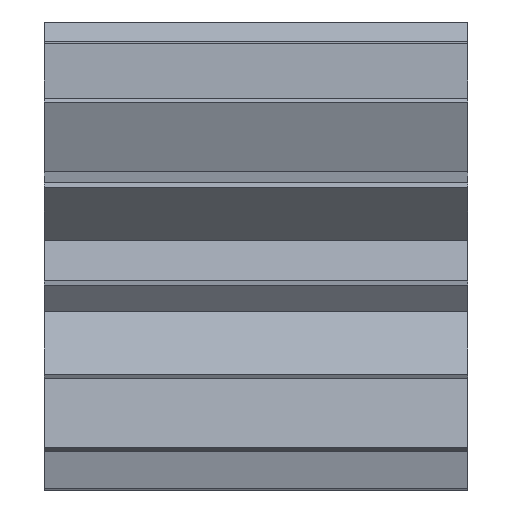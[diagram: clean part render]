
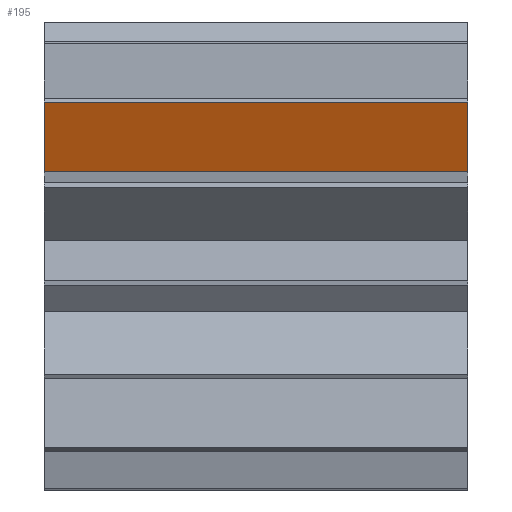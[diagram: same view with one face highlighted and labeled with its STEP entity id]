
A CAD part, left-side view. The second image highlights one B-rep face of the part: STEP entity #195.
In plain terms, the highlighted planar face has unit normal (-0.929, 0, -0.369).
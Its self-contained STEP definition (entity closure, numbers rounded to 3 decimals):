
#34 = DIRECTION ( 'NONE',  ( 0.369, 0., -0.929 ) ) ;
#44 = VECTOR ( 'NONE', #1439, 1000. ) ;
#51 = ORIENTED_EDGE ( 'NONE', *, *, #1222, .T. ) ;
#57 = DIRECTION ( 'NONE',  ( 0.369, 0., -0.929 ) ) ;
#82 = LINE ( 'NONE', #1296, #44 ) ;
#195 = ADVANCED_FACE ( 'NONE', ( #995 ), #547, .F. ) ;
#238 = VERTEX_POINT ( 'NONE', #1215 ) ;
#301 = ORIENTED_EDGE ( 'NONE', *, *, #1474, .F. ) ;
#310 = LINE ( 'NONE', #1139, #727 ) ;
#318 = CARTESIAN_POINT ( 'NONE',  ( -2.514, 6., 2.214 ) ) ;
#426 = EDGE_CURVE ( 'NONE', #443, #238, #310, .T. ) ;
#432 = CARTESIAN_POINT ( 'NONE',  ( -2.545, 0., 2.292 ) ) ;
#443 = VERTEX_POINT ( 'NONE', #533 ) ;
#466 = EDGE_CURVE ( 'NONE', #962, #1098, #82, .T. ) ;
#518 = LINE ( 'NONE', #1004, #1371 ) ;
#533 = CARTESIAN_POINT ( 'NONE',  ( -2.122, 0., 1.225 ) ) ;
#547 = PLANE ( 'NONE',  #1494 ) ;
#716 = ORIENTED_EDGE ( 'NONE', *, *, #426, .F. ) ;
#727 = VECTOR ( 'NONE', #938, 1000. ) ;
#735 = EDGE_LOOP ( 'NONE', ( #51, #716, #301, #1100 ) ) ;
#859 = CARTESIAN_POINT ( 'NONE',  ( -2.514, 0., 2.214 ) ) ;
#938 = DIRECTION ( 'NONE',  ( 0., 1., 0. ) ) ;
#948 = LINE ( 'NONE', #432, #1166 ) ;
#962 = VERTEX_POINT ( 'NONE', #318 ) ;
#995 = FACE_OUTER_BOUND ( 'NONE', #735, .T. ) ;
#1004 = CARTESIAN_POINT ( 'NONE',  ( -2.545, 6., 2.292 ) ) ;
#1073 = CARTESIAN_POINT ( 'NONE',  ( -2.545, 0., 2.292 ) ) ;
#1083 = DIRECTION ( 'NONE',  ( 0.929, 0., 0.369 ) ) ;
#1098 = VERTEX_POINT ( 'NONE', #859 ) ;
#1100 = ORIENTED_EDGE ( 'NONE', *, *, #466, .F. ) ;
#1139 = CARTESIAN_POINT ( 'NONE',  ( -2.122, 0., 1.225 ) ) ;
#1166 = VECTOR ( 'NONE', #34, 1000. ) ;
#1215 = CARTESIAN_POINT ( 'NONE',  ( -2.122, 6., 1.225 ) ) ;
#1222 = EDGE_CURVE ( 'NONE', #962, #238, #518, .T. ) ;
#1296 = CARTESIAN_POINT ( 'NONE',  ( -2.514, 6., 2.214 ) ) ;
#1371 = VECTOR ( 'NONE', #1643, 1000. ) ;
#1439 = DIRECTION ( 'NONE',  ( 0., -1., 0. ) ) ;
#1474 = EDGE_CURVE ( 'NONE', #1098, #443, #948, .T. ) ;
#1494 = AXIS2_PLACEMENT_3D ( 'NONE', #1073, #1083, #57 ) ;
#1643 = DIRECTION ( 'NONE',  ( 0.369, 0., -0.929 ) ) ;
